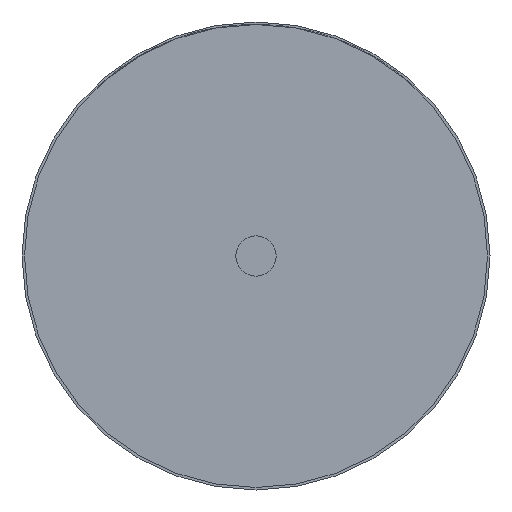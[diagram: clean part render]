
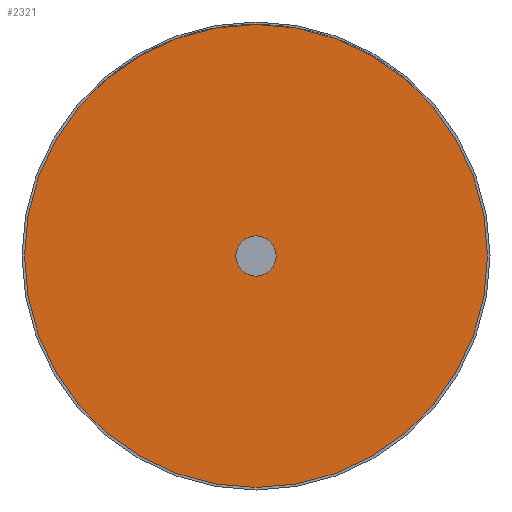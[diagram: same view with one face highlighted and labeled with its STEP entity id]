
A CAD part, front view. The second image highlights one B-rep face of the part: STEP entity #2321.
In plain terms, the highlighted planar face has unit normal (0, -1, 0).
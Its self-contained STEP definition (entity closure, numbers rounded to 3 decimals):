
#91 = CARTESIAN_POINT ( 'NONE',  ( 0., 0., 6. ) ) ;
#125 = EDGE_CURVE ( 'NONE', #3793, #1225, #1032, .T. ) ;
#138 = CIRCLE ( 'NONE', #3585, 6. ) ;
#288 = CIRCLE ( 'NONE', #3834, 6. ) ;
#367 = FACE_BOUND ( 'NONE', #2567, .T. ) ;
#508 = DIRECTION ( 'NONE',  ( 0., 1., 0. ) ) ;
#535 = ORIENTED_EDGE ( 'NONE', *, *, #3044, .F. ) ;
#650 = DIRECTION ( 'NONE',  ( 0., 1., 0. ) ) ;
#888 = CARTESIAN_POINT ( 'NONE',  ( 0., 0., 69. ) ) ;
#942 = EDGE_CURVE ( 'NONE', #1217, #2917, #138, .T. ) ;
#986 = CARTESIAN_POINT ( 'NONE',  ( 0., 0., -69. ) ) ;
#1021 = CARTESIAN_POINT ( 'NONE',  ( 0., 0., 0. ) ) ;
#1032 = CIRCLE ( 'NONE', #2255, 69. ) ;
#1217 = VERTEX_POINT ( 'NONE', #1417 ) ;
#1225 = VERTEX_POINT ( 'NONE', #986 ) ;
#1236 = ORIENTED_EDGE ( 'NONE', *, *, #1361, .F. ) ;
#1347 = DIRECTION ( 'NONE',  ( 0., 0., 1. ) ) ;
#1361 = EDGE_CURVE ( 'NONE', #1225, #3793, #2764, .T. ) ;
#1399 = DIRECTION ( 'NONE',  ( 0., -1., 0. ) ) ;
#1417 = CARTESIAN_POINT ( 'NONE',  ( 0., 0., -6. ) ) ;
#1850 = DIRECTION ( 'NONE',  ( 0., -1., 0. ) ) ;
#2027 = PLANE ( 'NONE',  #2648 ) ;
#2163 = DIRECTION ( 'NONE',  ( 0., 0., 1. ) ) ;
#2201 = DIRECTION ( 'NONE',  ( 0., 0., 1. ) ) ;
#2255 = AXIS2_PLACEMENT_3D ( 'NONE', #2508, #508, #2201 ) ;
#2321 = ADVANCED_FACE ( 'NONE', ( #3282, #367 ), #2027, .F. ) ;
#2508 = CARTESIAN_POINT ( 'NONE',  ( 0., 0., 0. ) ) ;
#2567 = EDGE_LOOP ( 'NONE', ( #535, #4113 ) ) ;
#2648 = AXIS2_PLACEMENT_3D ( 'NONE', #3720, #650, #3351 ) ;
#2764 = CIRCLE ( 'NONE', #2907, 69. ) ;
#2907 = AXIS2_PLACEMENT_3D ( 'NONE', #3092, #3773, #1347 ) ;
#2917 = VERTEX_POINT ( 'NONE', #91 ) ;
#3016 = EDGE_LOOP ( 'NONE', ( #1236, #3289 ) ) ;
#3044 = EDGE_CURVE ( 'NONE', #2917, #1217, #288, .T. ) ;
#3092 = CARTESIAN_POINT ( 'NONE',  ( 0., 0., 0. ) ) ;
#3282 = FACE_OUTER_BOUND ( 'NONE', #3016, .T. ) ;
#3289 = ORIENTED_EDGE ( 'NONE', *, *, #125, .F. ) ;
#3351 = DIRECTION ( 'NONE',  ( 0., 0., 1. ) ) ;
#3455 = CARTESIAN_POINT ( 'NONE',  ( 0., 0., 0. ) ) ;
#3493 = DIRECTION ( 'NONE',  ( 0., 0., 1. ) ) ;
#3585 = AXIS2_PLACEMENT_3D ( 'NONE', #1021, #1850, #2163 ) ;
#3720 = CARTESIAN_POINT ( 'NONE',  ( 0., 0., 0. ) ) ;
#3773 = DIRECTION ( 'NONE',  ( 0., 1., 0. ) ) ;
#3793 = VERTEX_POINT ( 'NONE', #888 ) ;
#3834 = AXIS2_PLACEMENT_3D ( 'NONE', #3455, #1399, #3493 ) ;
#4113 = ORIENTED_EDGE ( 'NONE', *, *, #942, .F. ) ;
